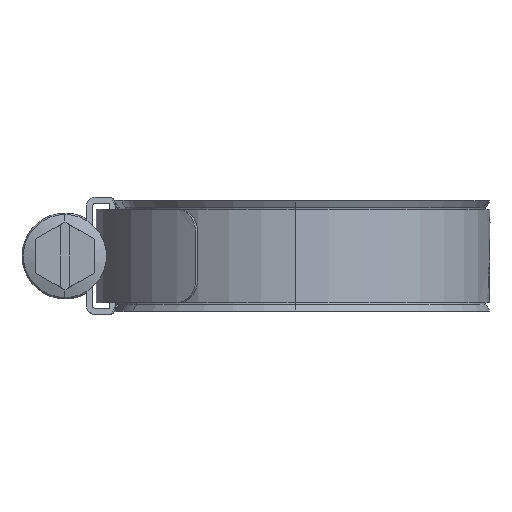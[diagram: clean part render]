
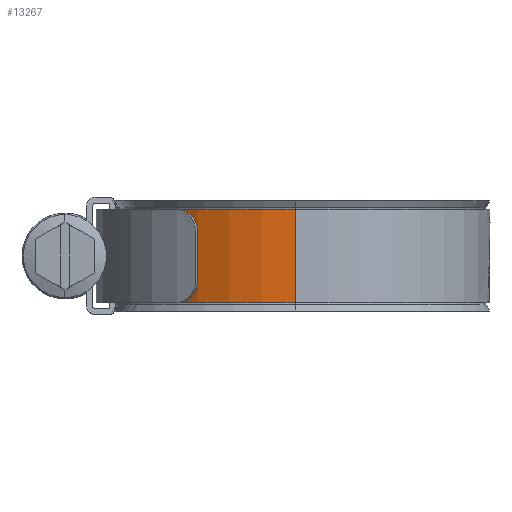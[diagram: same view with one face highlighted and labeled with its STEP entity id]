
A CAD part, left-side view. The second image highlights one B-rep face of the part: STEP entity #13267.
In plain terms, the highlighted cylindrical face has radius 26.53 mm (diameter 53.06 mm), a partial arc.
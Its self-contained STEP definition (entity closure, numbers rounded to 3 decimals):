
#245 = VERTEX_POINT ( 'NONE', #9924 ) ;
#625 = AXIS2_PLACEMENT_3D ( 'NONE', #10946, #7749, #1426 ) ;
#772 = FACE_OUTER_BOUND ( 'NONE', #2641, .T. ) ;
#1372 = CARTESIAN_POINT ( 'NONE',  ( 0., 26.53, -6.35 ) ) ;
#1426 = DIRECTION ( 'NONE',  ( 1., 0., 0. ) ) ;
#1685 = CARTESIAN_POINT ( 'NONE',  ( -26.53, 0., 6.35 ) ) ;
#1717 = VECTOR ( 'NONE', #4270, 1000. ) ;
#1745 = VECTOR ( 'NONE', #9304, 1000. ) ;
#1936 = CARTESIAN_POINT ( 'NONE',  ( 0., 26.53, 6.35 ) ) ;
#2223 = VERTEX_POINT ( 'NONE', #5618 ) ;
#2641 = EDGE_LOOP ( 'NONE', ( #4277, #3636, #7884, #10402 ) ) ;
#2751 = LINE ( 'NONE', #1685, #1717 ) ;
#3570 = VERTEX_POINT ( 'NONE', #6370 ) ;
#3636 = ORIENTED_EDGE ( 'NONE', *, *, #7083, .F. ) ;
#3739 = DIRECTION ( 'NONE',  ( 0., 0., -1. ) ) ;
#3887 = AXIS2_PLACEMENT_3D ( 'NONE', #9133, #3739, #7959 ) ;
#4270 = DIRECTION ( 'NONE',  ( 0., 0., -1. ) ) ;
#4277 = ORIENTED_EDGE ( 'NONE', *, *, #8299, .F. ) ;
#5618 = CARTESIAN_POINT ( 'NONE',  ( -26.53, 0., -6.35 ) ) ;
#6370 = CARTESIAN_POINT ( 'NONE',  ( -26.53, 0., 6.35 ) ) ;
#7083 = EDGE_CURVE ( 'NONE', #245, #3570, #13535, .T. ) ;
#7749 = DIRECTION ( 'NONE',  ( 0., 0., 1. ) ) ;
#7884 = ORIENTED_EDGE ( 'NONE', *, *, #10949, .T. ) ;
#7959 = DIRECTION ( 'NONE',  ( -1., 0., 0. ) ) ;
#8299 = EDGE_CURVE ( 'NONE', #3570, #2223, #2751, .T. ) ;
#8325 = DIRECTION ( 'NONE',  ( 0., 0., 1. ) ) ;
#9002 = CYLINDRICAL_SURFACE ( 'NONE', #3887, 26.53 ) ;
#9133 = CARTESIAN_POINT ( 'NONE',  ( 0., 0., 6.35 ) ) ;
#9229 = AXIS2_PLACEMENT_3D ( 'NONE', #10552, #8325, #12659 ) ;
#9304 = DIRECTION ( 'NONE',  ( 0., 0., -1. ) ) ;
#9924 = CARTESIAN_POINT ( 'NONE',  ( 0., 26.53, 6.35 ) ) ;
#10402 = ORIENTED_EDGE ( 'NONE', *, *, #12500, .T. ) ;
#10552 = CARTESIAN_POINT ( 'NONE',  ( 0., 0., -6.35 ) ) ;
#10946 = CARTESIAN_POINT ( 'NONE',  ( 0., 0., 6.35 ) ) ;
#10949 = EDGE_CURVE ( 'NONE', #245, #13182, #12460, .T. ) ;
#11690 = CIRCLE ( 'NONE', #9229, 26.53 ) ;
#12460 = LINE ( 'NONE', #1936, #1745 ) ;
#12500 = EDGE_CURVE ( 'NONE', #13182, #2223, #11690, .T. ) ;
#12659 = DIRECTION ( 'NONE',  ( 1., 0., 0. ) ) ;
#13182 = VERTEX_POINT ( 'NONE', #1372 ) ;
#13267 = ADVANCED_FACE ( 'NONE', ( #772 ), #9002, .T. ) ;
#13535 = CIRCLE ( 'NONE', #625, 26.53 ) ;
